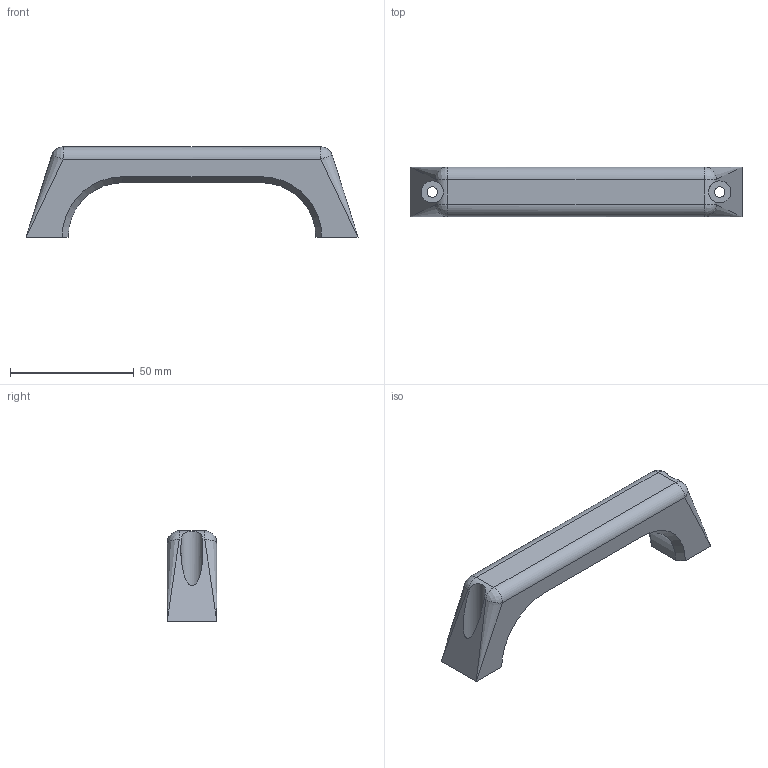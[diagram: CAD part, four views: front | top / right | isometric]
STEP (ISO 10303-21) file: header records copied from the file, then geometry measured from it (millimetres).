
FILE_DESCRIPTION(('FreeCAD Model'),'2;1');
FILE_NAME('addon-handle.step', '2014-10-27T13:24:59',('FreeCAD'),('FreeCAD'), 'Open CASCADE STEP processor 6.5','FreeCAD','Unknown');
FILE_SCHEMA(('AUTOMOTIVE_DESIGN_CC2 { 1 2 10303 214 -1 1 5 4 }'));
Length unit declared in the file: millimetre
Products named in the file (1): addon-handle
Bounding box: 134 x 20 x 36.5 mm (x, y, z)
Volume: 43918.5 mm3; surface area: 11913.9 mm2
Topology: 1 solids, 1 shells, 34 faces, 86 edges, 50 vertices
Faces by surface type: plane 12, cylinder 10, bspline 8, cone 4
Full cylindrical faces by diameter (mm): 4.2 x2, 9 x2
Entity records: 3180 total; most frequent: CARTESIAN_POINT 1691, DIRECTION 219, ORIENTED_EDGE 164, PCURVE 164, DEFINITIONAL_REPRESENTATION 164, LINE 124, VECTOR 124, EDGE_CURVE 82
